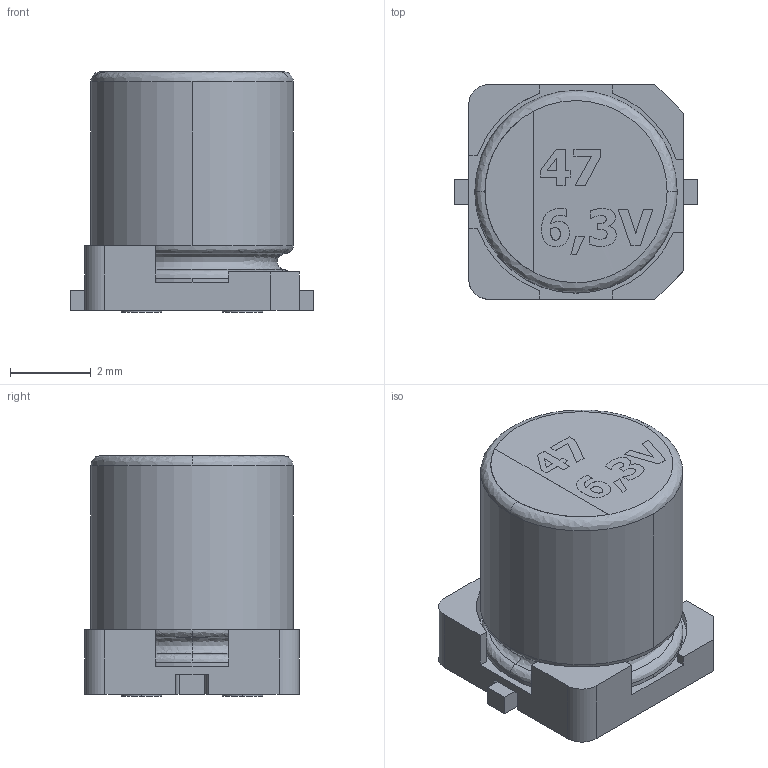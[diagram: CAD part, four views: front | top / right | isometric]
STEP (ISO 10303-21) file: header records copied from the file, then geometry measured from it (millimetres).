
FILE_DESCRIPTION (( 'STEP AP214' ), '1' );
FILE_NAME ('User Library-SMD Polymer Aluminum Electrolytic Capacitors B6 47uF 6,3V.STEP', '2016-01-24T12:29:36', ( 'Windows User' ), ( '' ), 'SwSTEP 2.0', 'SolidWorks 2016', '' );
FILE_SCHEMA (( 'AUTOMOTIVE_DESIGN' ));
Length unit declared in the file: millimetre
Products named in the file (1): User Library-SMD Polymer Aluminum Electrolytic Capacitors B6 47uF 6,3V
Bounding box: 6 x 5.3 x 5.95 mm (x, y, z)
Volume: 121.8 mm3; surface area: 181.3 mm2
Topology: 1 solids, 1 shells, 171 faces, 438 edges, 282 vertices
Faces by surface type: plane 99, bspline 47, cylinder 25
Entity records: 7346 total; most frequent: CARTESIAN_POINT 1525, ORIENTED_EDGE 876, DIRECTION 685, EDGE_CURVE 438, VERTEX_POINT 282, VECTOR 281, LINE 281, AXIS2_PLACEMENT_3D 202
